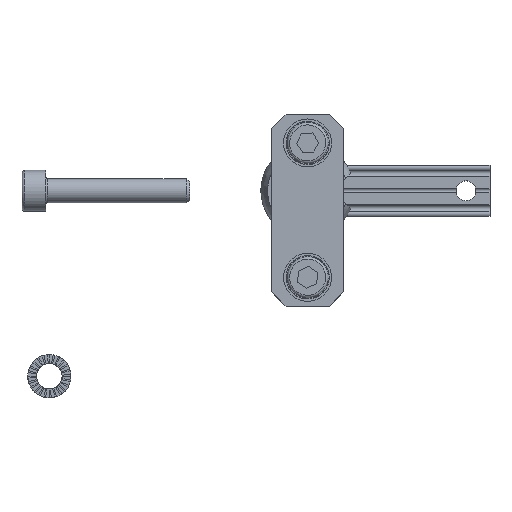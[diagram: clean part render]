
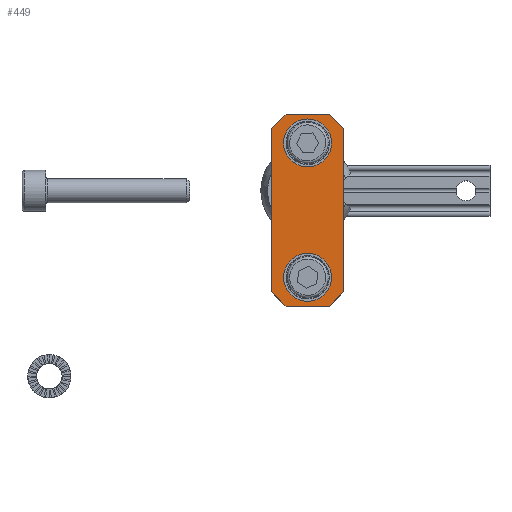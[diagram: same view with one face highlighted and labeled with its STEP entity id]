
A CAD part, top view. The second image highlights one B-rep face of the part: STEP entity #449.
In plain terms, the highlighted planar face has unit normal (0, 0, 1).
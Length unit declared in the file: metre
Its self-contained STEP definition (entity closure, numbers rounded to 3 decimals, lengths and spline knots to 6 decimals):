
#449 = ADVANCED_FACE( '', ( #1027, #1028, #1029 ), #1030, .F. );
#1027 = FACE_BOUND( '', #1719, .T. );
#1028 = FACE_BOUND( '', #1720, .T. );
#1029 = FACE_OUTER_BOUND( '', #1721, .T. );
#1030 = PLANE( '', #1722 );
#1719 = EDGE_LOOP( '', ( #2639 ) );
#1720 = EDGE_LOOP( '', ( #2640 ) );
#1721 = EDGE_LOOP( '', ( #2641, #2642, #2643, #2644, #2645, #2646, #2647, #2648 ) );
#1722 = AXIS2_PLACEMENT_3D( '', #2649, #2650, #2651 );
#2639 = ORIENTED_EDGE( '', *, *, #5147, .T. );
#2640 = ORIENTED_EDGE( '', *, *, #5148, .T. );
#2641 = ORIENTED_EDGE( '', *, *, #5149, .T. );
#2642 = ORIENTED_EDGE( '', *, *, #5104, .T. );
#2643 = ORIENTED_EDGE( '', *, *, #5049, .F. );
#2644 = ORIENTED_EDGE( '', *, *, #5150, .T. );
#2645 = ORIENTED_EDGE( '', *, *, #5151, .T. );
#2646 = ORIENTED_EDGE( '', *, *, #5061, .T. );
#2647 = ORIENTED_EDGE( '', *, *, #5135, .T. );
#2648 = ORIENTED_EDGE( '', *, *, #5152, .T. );
#2649 = CARTESIAN_POINT( '', ( 0.0075, 0.02615, 0.0125 ) );
#2650 = DIRECTION( '', ( 0., 0., -1. ) );
#2651 = DIRECTION( '', ( 0., 1., 0. ) );
#5049 = EDGE_CURVE( '', #5933, #5934, #5935, .T. );
#5061 = EDGE_CURVE( '', #5958, #5956, #5959, .T. );
#5104 = EDGE_CURVE( '', #6036, #5934, #6037, .F. );
#5135 = EDGE_CURVE( '', #5956, #6082, #6084, .T. );
#5147 = EDGE_CURVE( '', #6101, #6101, #6102, .T. );
#5148 = EDGE_CURVE( '', #6103, #6103, #6104, .T. );
#5149 = EDGE_CURVE( '', #6105, #6036, #6106, .T. );
#5150 = EDGE_CURVE( '', #5933, #6107, #6108, .F. );
#5151 = EDGE_CURVE( '', #6107, #5958, #6109, .T. );
#5152 = EDGE_CURVE( '', #6082, #6105, #6110, .T. );
#5933 = VERTEX_POINT( '', #7211 );
#5934 = VERTEX_POINT( '', #7212 );
#5935 = LINE( '', #7213, #7214 );
#5956 = VERTEX_POINT( '', #7242 );
#5958 = VERTEX_POINT( '', #7245 );
#5959 = LINE( '', #7246, #7247 );
#6036 = VERTEX_POINT( '', #7385 );
#6037 = LINE( '', #7386, #7387 );
#6082 = VERTEX_POINT( '', #7460 );
#6084 = LINE( '', #7463, #7464 );
#6101 = VERTEX_POINT( '', #7492 );
#6102 = CIRCLE( '', #7493, 0.005 );
#6103 = VERTEX_POINT( '', #7494 );
#6104 = CIRCLE( '', #7495, 0.005 );
#6105 = VERTEX_POINT( '', #7496 );
#6106 = LINE( '', #7497, #7498 );
#6107 = VERTEX_POINT( '', #7499 );
#6108 = LINE( '', #7500, #7501 );
#6109 = LINE( '', #7502, #7503 );
#6110 = LINE( '', #7504, #7505 );
#7211 = CARTESIAN_POINT( '', ( 0.0075, 0.01295, 0.0125 ) );
#7212 = CARTESIAN_POINT( '', ( 0.0075, -0.02105, 0.0125 ) );
#7213 = CARTESIAN_POINT( '', ( 0.0075, 0.02615, 0.0125 ) );
#7214 = VECTOR( '', #9045, 1. );
#7242 = CARTESIAN_POINT( '', ( -0.0075, 0.01295, 0.0125 ) );
#7245 = CARTESIAN_POINT( '', ( -0.0045, 0.01595, 0.0125 ) );
#7246 = CARTESIAN_POINT( '', ( -0.0045, 0.01595, 0.0125 ) );
#7247 = VECTOR( '', #9063, 1. );
#7385 = CARTESIAN_POINT( '', ( 0.0045, -0.02405, 0.0125 ) );
#7386 = CARTESIAN_POINT( '', ( 0.0045, -0.02405, 0.0125 ) );
#7387 = VECTOR( '', #9144, 1. );
#7460 = CARTESIAN_POINT( '', ( -0.0075, -0.02105, 0.0125 ) );
#7463 = CARTESIAN_POINT( '', ( -0.0075, 0.02615, 0.0125 ) );
#7464 = VECTOR( '', #9186, 1. );
#7492 = CARTESIAN_POINT( '', ( 0., -0.02305, 0.0125 ) );
#7493 = AXIS2_PLACEMENT_3D( '', #9198, #9199, #9200 );
#7494 = CARTESIAN_POINT( '', ( 0., 0.00495, 0.0125 ) );
#7495 = AXIS2_PLACEMENT_3D( '', #9201, #9202, #9203 );
#7496 = CARTESIAN_POINT( '', ( -0.0045, -0.02405, 0.0125 ) );
#7497 = CARTESIAN_POINT( '', ( -0.0075, -0.02405, 0.0125 ) );
#7498 = VECTOR( '', #9204, 1. );
#7499 = CARTESIAN_POINT( '', ( 0.0045, 0.01595, 0.0125 ) );
#7500 = CARTESIAN_POINT( '', ( 0.0075, 0.01295, 0.0125 ) );
#7501 = VECTOR( '', #9205, 1. );
#7502 = CARTESIAN_POINT( '', ( 0.0075, 0.01595, 0.0125 ) );
#7503 = VECTOR( '', #9206, 1. );
#7504 = CARTESIAN_POINT( '', ( -0.0075, -0.02105, 0.0125 ) );
#7505 = VECTOR( '', #9207, 1. );
#9045 = DIRECTION( '', ( 0., -1., 0. ) );
#9063 = DIRECTION( '', ( -0.707, -0.707, 0. ) );
#9144 = DIRECTION( '', ( -0.707, -0.707, 0. ) );
#9186 = DIRECTION( '', ( 0., -1., 0. ) );
#9198 = CARTESIAN_POINT( '', ( 0., -0.01805, 0.0125 ) );
#9199 = DIRECTION( '', ( 0., 0., -1. ) );
#9200 = DIRECTION( '', ( 0., -1., 0. ) );
#9201 = CARTESIAN_POINT( '', ( 0., 0.00995, 0.0125 ) );
#9202 = DIRECTION( '', ( 0., 0., -1. ) );
#9203 = DIRECTION( '', ( 0., -1., 0. ) );
#9204 = DIRECTION( '', ( 1., 0., 0. ) );
#9205 = DIRECTION( '', ( 0.707, -0.707, 0. ) );
#9206 = DIRECTION( '', ( -1., 0., 0. ) );
#9207 = DIRECTION( '', ( 0.707, -0.707, 0. ) );
